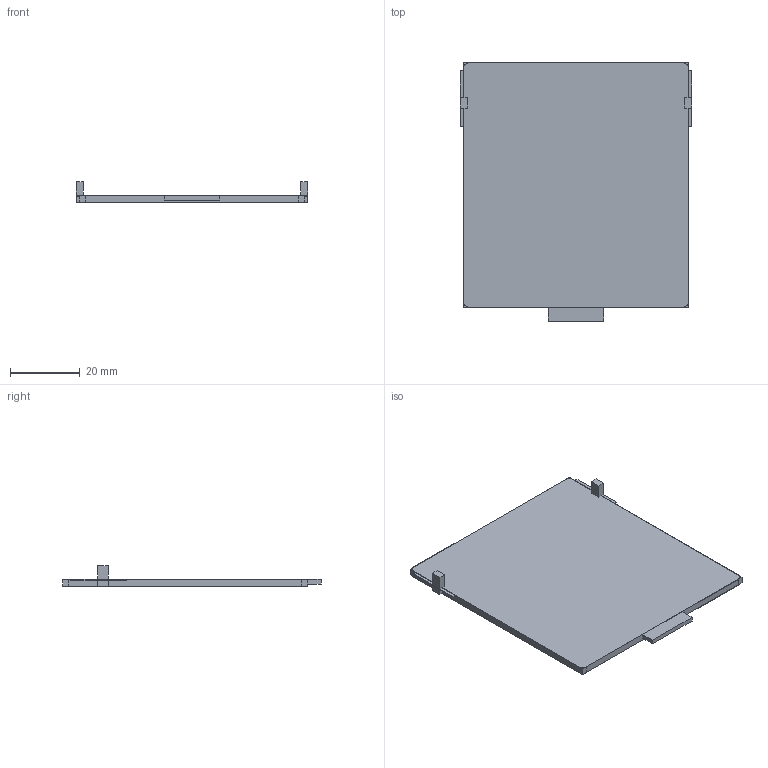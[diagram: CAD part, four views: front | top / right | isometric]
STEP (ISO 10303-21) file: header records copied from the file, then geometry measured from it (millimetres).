
FILE_DESCRIPTION(('FreeCAD Model'),'2;1');
FILE_NAME('Open CASCADE Shape Model','2024-11-29T06:31:39',(''),(''), 'Open CASCADE STEP processor 7.6','FreeCAD','Unknown');
FILE_SCHEMA(('AUTOMOTIVE_DESIGN { 1 0 10303 214 1 1 1 1 }'));
Length unit declared in the file: millimetre
Products named in the file (8): battery_lid; Cube; Cube001; Cube002; Cube003; Fillet; Cube002 (Mirror #1); Cube003 (Mirror #2)
Assembly tree (7 placements, depth 2):
  battery_lid
    Cube
    Cube001
    Cube002
    Cube003
    Fillet
    Cube002 (Mirror #1)
    Cube003 (Mirror #2)
Bounding box: 66.2 x 74 x 6 mm (x, y, z)
Volume: 18191.4 mm3; surface area: 19499.2 mm2
Topology: 7 solids, 7 shells, 46 faces, 96 edges, 64 vertices
Faces by surface type: plane 42, cylinder 4
Entity records: 1404 total; most frequent: CARTESIAN_POINT 214, DIRECTION 212, ORIENTED_EDGE 192, EDGE_CURVE 96, LINE 88, VECTOR 88, VERTEX_POINT 64, AXIS2_PLACEMENT_3D 62
